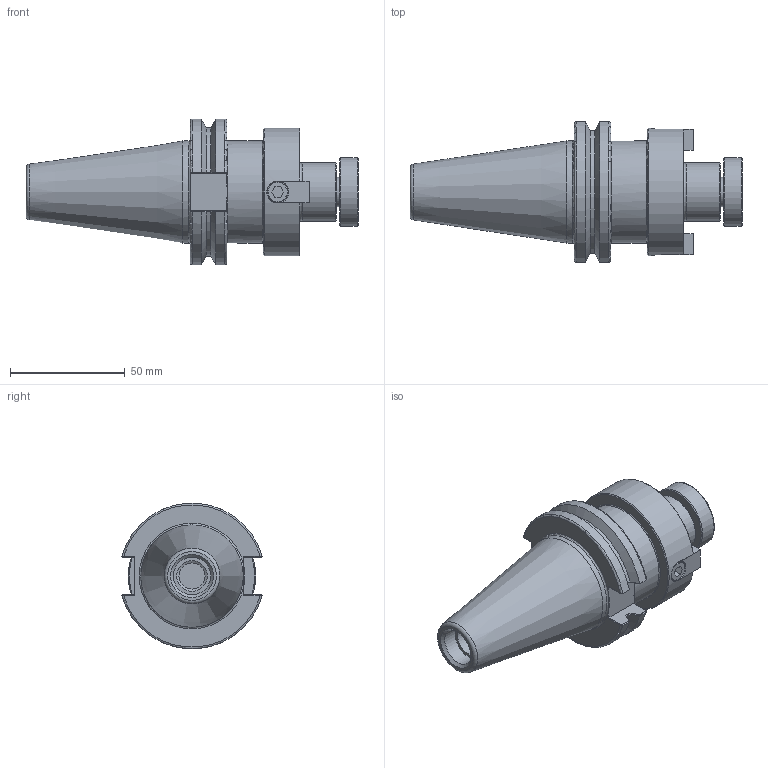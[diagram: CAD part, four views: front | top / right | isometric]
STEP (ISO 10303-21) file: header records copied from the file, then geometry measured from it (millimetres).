
FILE_DESCRIPTION(/* description */ (''),/* implementation_level */ '2;1');
FILE_NAME(/* name */ 'CAT40-FMA1.0-2.0-REV1.stp',/* time_stamp */ '2016-06-03T23:42:31-05:00',/* author */ ('Me'),/* organization */ (''),/* preprocessor_version */ 'ST-DEVELOPER v15.6',/* originating_system */ 'Autodesk Inventor 2015',/* authorisation */ '');
FILE_SCHEMA (('AUTOMOTIVE_DESIGN { 1 0 10303 214 3 1 1 }'));
Length unit declared in the file: inch
Products named in the file (1): CAT40-FMA1.0-2.0-REV1
Bounding box: 144.53 x 61.14 x 63.26 mm (x, y, z)
Volume: 173453.3 mm3; surface area: 35494.4 mm2
Topology: 2 solids, 4 shells, 165 faces, 405 edges, 256 vertices
Faces by surface type: plane 81, cylinder 29, bspline 24, cone 22, torus 9
Full cylindrical faces by diameter (mm): 4.343 x2, 5.791 x2, 8.89 x2, 9.144 x2, 11.112 x1, 11.328 x1, 12.7 x1, 13.386 x1, 13.494 x1, 16.256 x1, 25.4 x1, 29.667 x1, 44.45 x2, 55.372 x1
Entity records: 5596 total; most frequent: CARTESIAN_POINT 1969, ORIENTED_EDGE 710, DIRECTION 625, EDGE_CURVE 355, VERTEX_POINT 246, AXIS2_PLACEMENT_3D 221, EDGE_LOOP 215, LINE 183
